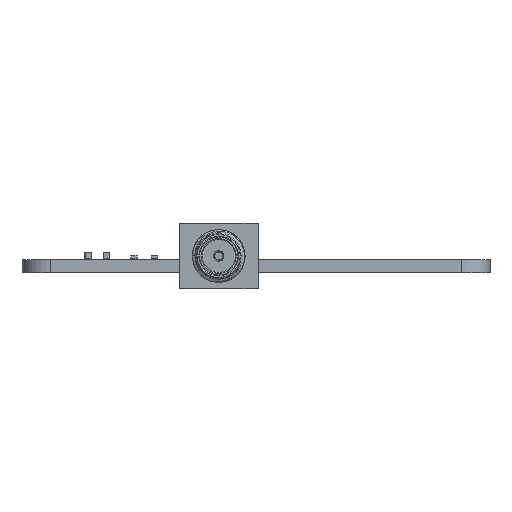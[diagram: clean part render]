
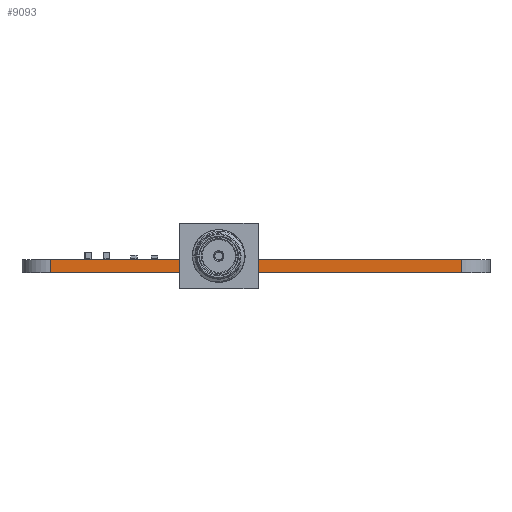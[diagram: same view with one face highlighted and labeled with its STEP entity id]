
A CAD part, left-side view. The second image highlights one B-rep face of the part: STEP entity #9093.
In plain terms, the highlighted planar face has unit normal (-1, 0, 0).
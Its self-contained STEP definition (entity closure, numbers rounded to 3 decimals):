
#7994 = VERTEX_POINT('',#7995);
#7995 = CARTESIAN_POINT('',(-29.,-59.5,0.));
#8002 = EDGE_CURVE('',#8003,#7994,#8005,.T.);
#8003 = VERTEX_POINT('',#8004);
#8004 = CARTESIAN_POINT('',(-29.,-109.,0.));
#8005 = LINE('',#8006,#8007);
#8006 = CARTESIAN_POINT('',(-29.,-109.,0.));
#8007 = VECTOR('',#8008,1.);
#8008 = DIRECTION('',(0.,1.,0.));
#8530 = VERTEX_POINT('',#8531);
#8531 = CARTESIAN_POINT('',(-29.,-59.5,1.606));
#8538 = EDGE_CURVE('',#8539,#8530,#8541,.T.);
#8539 = VERTEX_POINT('',#8540);
#8540 = CARTESIAN_POINT('',(-29.,-109.,1.606));
#8541 = LINE('',#8542,#8543);
#8542 = CARTESIAN_POINT('',(-29.,-109.,1.606));
#8543 = VECTOR('',#8544,1.);
#8544 = DIRECTION('',(0.,1.,0.));
#9063 = EDGE_CURVE('',#7994,#8530,#9064,.T.);
#9064 = LINE('',#9065,#9066);
#9065 = CARTESIAN_POINT('',(-29.,-59.5,0.));
#9066 = VECTOR('',#9067,1.);
#9067 = DIRECTION('',(0.,0.,1.));
#9093 = ADVANCED_FACE('',(#9094),#9105,.T.);
#9094 = FACE_BOUND('',#9095,.T.);
#9095 = EDGE_LOOP('',(#9096,#9102,#9103,#9104));
#9096 = ORIENTED_EDGE('',*,*,#9097,.T.);
#9097 = EDGE_CURVE('',#8003,#8539,#9098,.T.);
#9098 = LINE('',#9099,#9100);
#9099 = CARTESIAN_POINT('',(-29.,-109.,0.));
#9100 = VECTOR('',#9101,1.);
#9101 = DIRECTION('',(0.,0.,1.));
#9102 = ORIENTED_EDGE('',*,*,#8538,.T.);
#9103 = ORIENTED_EDGE('',*,*,#9063,.F.);
#9104 = ORIENTED_EDGE('',*,*,#8002,.F.);
#9105 = PLANE('',#9106);
#9106 = AXIS2_PLACEMENT_3D('',#9107,#9108,#9109);
#9107 = CARTESIAN_POINT('',(-29.,-109.,0.));
#9108 = DIRECTION('',(-1.,0.,0.));
#9109 = DIRECTION('',(0.,1.,0.));
